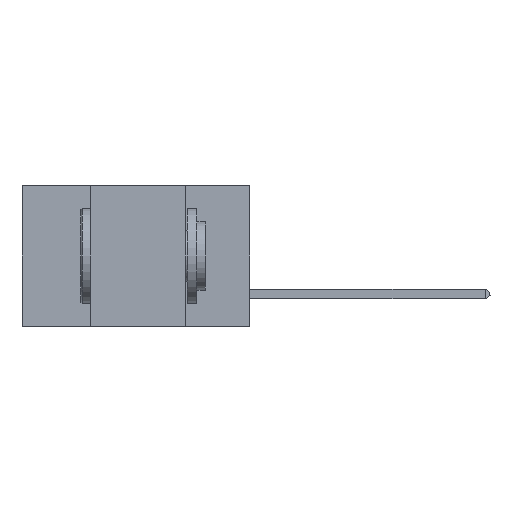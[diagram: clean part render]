
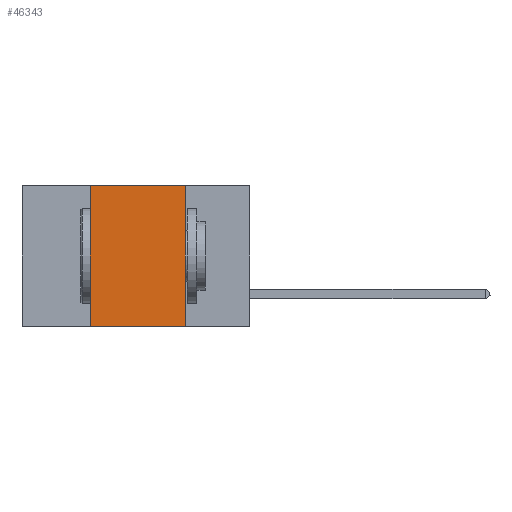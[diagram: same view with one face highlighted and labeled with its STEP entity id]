
A CAD part, left-side view. The second image highlights one B-rep face of the part: STEP entity #46343.
In plain terms, the highlighted planar face has unit normal (-1, 0, 0).
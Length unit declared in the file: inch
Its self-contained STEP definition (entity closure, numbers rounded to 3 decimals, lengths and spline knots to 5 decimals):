
#1010 = ORIENTED_EDGE ( 'NONE', *, *, #41016, .F. ) ;
#2515 = FACE_OUTER_BOUND ( 'NONE', #31166, .T. ) ;
#4980 = VERTEX_POINT ( 'NONE', #5726 ) ;
#5096 = DIRECTION ( 'NONE',  ( 0., -1., 0. ) ) ;
#5726 = CARTESIAN_POINT ( 'NONE',  ( 0., 0.17, 0. ) ) ;
#6804 = DIRECTION ( 'NONE',  ( 1., 0., 0. ) ) ;
#7770 = CARTESIAN_POINT ( 'NONE',  ( 0., 0.42, 0. ) ) ;
#8757 = VERTEX_POINT ( 'NONE', #11745 ) ;
#9145 = EDGE_CURVE ( 'NONE', #24207, #8757, #44253, .T. ) ;
#10236 = CARTESIAN_POINT ( 'NONE',  ( 0., 0.6, -0.37 ) ) ;
#11547 = CARTESIAN_POINT ( 'NONE',  ( 0., 0.42, -0.37 ) ) ;
#11745 = CARTESIAN_POINT ( 'NONE',  ( 0., 0.17, -0.37 ) ) ;
#14111 = CARTESIAN_POINT ( 'NONE',  ( 0., 0.6, 0. ) ) ;
#14424 = LINE ( 'NONE', #40264, #29364 ) ;
#14856 = VECTOR ( 'NONE', #36017, 39.37008 ) ;
#18183 = CARTESIAN_POINT ( 'NONE',  ( 0., 0.42, 0. ) ) ;
#19919 = VECTOR ( 'NONE', #29439, 39.37008 ) ;
#20785 = ORIENTED_EDGE ( 'NONE', *, *, #27770, .F. ) ;
#21064 = LINE ( 'NONE', #18183, #19919 ) ;
#24207 = VERTEX_POINT ( 'NONE', #11547 ) ;
#25973 = VECTOR ( 'NONE', #5096, 39.37008 ) ;
#27770 = EDGE_CURVE ( 'NONE', #4980, #8757, #14424, .T. ) ;
#28897 = PLANE ( 'NONE',  #30843 ) ;
#29364 = VECTOR ( 'NONE', #47734, 39.37008 ) ;
#29439 = DIRECTION ( 'NONE',  ( 0., 0., 1. ) ) ;
#29937 = ORIENTED_EDGE ( 'NONE', *, *, #45825, .F. ) ;
#30843 = AXIS2_PLACEMENT_3D ( 'NONE', #14111, #6804, #43434 ) ;
#31166 = EDGE_LOOP ( 'NONE', ( #20785, #1010, #29937, #45064 ) ) ;
#36017 = DIRECTION ( 'NONE',  ( 0., -1., 0. ) ) ;
#37225 = CARTESIAN_POINT ( 'NONE',  ( 0., 0.6, 0. ) ) ;
#40264 = CARTESIAN_POINT ( 'NONE',  ( 0., 0.17, 0. ) ) ;
#41016 = EDGE_CURVE ( 'NONE', #47457, #4980, #47884, .T. ) ;
#43434 = DIRECTION ( 'NONE',  ( 0., 0., -1. ) ) ;
#44253 = LINE ( 'NONE', #10236, #14856 ) ;
#45064 = ORIENTED_EDGE ( 'NONE', *, *, #9145, .T. ) ;
#45825 = EDGE_CURVE ( 'NONE', #24207, #47457, #21064, .T. ) ;
#46343 = ADVANCED_FACE ( 'NONE', ( #2515 ), #28897, .F. ) ;
#47457 = VERTEX_POINT ( 'NONE', #7770 ) ;
#47734 = DIRECTION ( 'NONE',  ( 0., 0., -1. ) ) ;
#47884 = LINE ( 'NONE', #37225, #25973 ) ;
